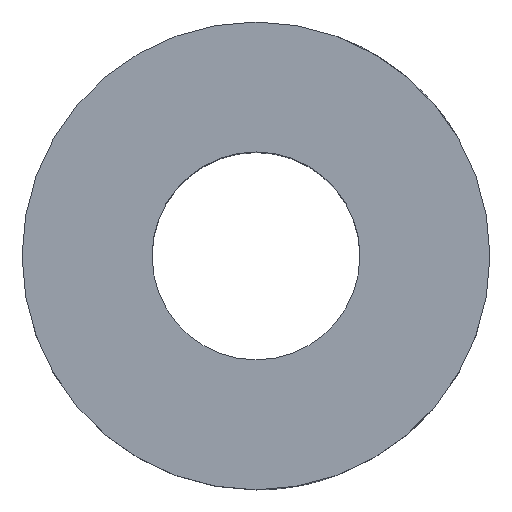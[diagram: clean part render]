
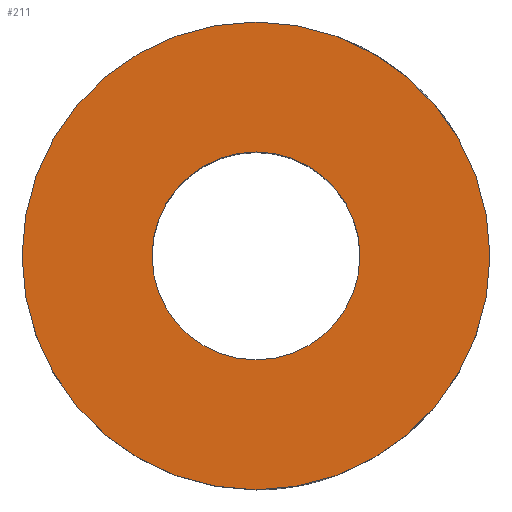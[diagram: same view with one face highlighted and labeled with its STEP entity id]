
A CAD part, top view. The second image highlights one B-rep face of the part: STEP entity #211.
In plain terms, the highlighted planar face has unit normal (0, 0, 1).
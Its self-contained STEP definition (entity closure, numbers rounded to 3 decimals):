
#55 = EDGE_LOOP ( 'NONE', ( #1499, #1549 ) ) ;
#83 = VERTEX_POINT ( 'NONE', #1013 ) ;
#86 = EDGE_CURVE ( 'NONE', #1470, #83, #244, .T. ) ;
#211 = ADVANCED_FACE ( 'NONE', ( #473, #474 ), #477, .F. ) ;
#244 = CIRCLE ( 'NONE', #246, 14. ) ;
#246 = AXIS2_PLACEMENT_3D ( 'NONE', #247, #248, #249 ) ;
#247 = CARTESIAN_POINT ( 'NONE',  ( 0., 0., 0. ) ) ;
#248 = DIRECTION ( 'NONE',  ( 0., 0., 1. ) ) ;
#249 = DIRECTION ( 'NONE',  ( 0., -1., 0. ) ) ;
#473 = FACE_BOUND ( 'NONE', #1463, .T. ) ;
#474 = FACE_OUTER_BOUND ( 'NONE', #55, .T. ) ;
#477 = PLANE ( 'NONE',  #478 ) ;
#478 = AXIS2_PLACEMENT_3D ( 'NONE', #479, #480, #481 ) ;
#479 = CARTESIAN_POINT ( 'NONE',  ( 0., 31.5, 0. ) ) ;
#480 = DIRECTION ( 'NONE',  ( 0., 0., -1. ) ) ;
#481 = DIRECTION ( 'NONE',  ( 0., 1., 0. ) ) ;
#482 = CIRCLE ( 'NONE', #483, 31.5 ) ;
#483 = AXIS2_PLACEMENT_3D ( 'NONE', #484, #485, #486 ) ;
#484 = CARTESIAN_POINT ( 'NONE',  ( 0., 0., 0. ) ) ;
#485 = DIRECTION ( 'NONE',  ( 0., 0., 1. ) ) ;
#486 = DIRECTION ( 'NONE',  ( 0., -1., 0. ) ) ;
#737 = CARTESIAN_POINT ( 'NONE',  ( 0., -31.5, 0. ) ) ;
#785 = CIRCLE ( 'NONE', #786, 31.5 ) ;
#786 = AXIS2_PLACEMENT_3D ( 'NONE', #787, #788, #789 ) ;
#787 = CARTESIAN_POINT ( 'NONE',  ( 0., 0., 0. ) ) ;
#788 = DIRECTION ( 'NONE',  ( 0., 0., 1. ) ) ;
#789 = DIRECTION ( 'NONE',  ( 0., -1., 0. ) ) ;
#902 = CARTESIAN_POINT ( 'NONE',  ( 0., 31.5, 0. ) ) ;
#915 = CIRCLE ( 'NONE', #916, 14. ) ;
#916 = AXIS2_PLACEMENT_3D ( 'NONE', #917, #918, #919 ) ;
#917 = CARTESIAN_POINT ( 'NONE',  ( 0., 0., 0. ) ) ;
#918 = DIRECTION ( 'NONE',  ( 0., 0., 1. ) ) ;
#919 = DIRECTION ( 'NONE',  ( 0., -1., 0. ) ) ;
#985 = CARTESIAN_POINT ( 'NONE',  ( 0., -14., 0. ) ) ;
#1013 = CARTESIAN_POINT ( 'NONE',  ( 0., 14., 0. ) ) ;
#1335 = ORIENTED_EDGE ( 'NONE', *, *, #86, .F. ) ;
#1434 = ORIENTED_EDGE ( 'NONE', *, *, #1451, .F. ) ;
#1451 = EDGE_CURVE ( 'NONE', #83, #1470, #915, .T. ) ;
#1463 = EDGE_LOOP ( 'NONE', ( #1335, #1434 ) ) ;
#1470 = VERTEX_POINT ( 'NONE', #985 ) ;
#1499 = ORIENTED_EDGE ( 'NONE', *, *, #1514, .T. ) ;
#1514 = EDGE_CURVE ( 'NONE', #1540, #1621, #482, .T. ) ;
#1540 = VERTEX_POINT ( 'NONE', #737 ) ;
#1544 = EDGE_CURVE ( 'NONE', #1621, #1540, #785, .T. ) ;
#1549 = ORIENTED_EDGE ( 'NONE', *, *, #1544, .T. ) ;
#1621 = VERTEX_POINT ( 'NONE', #902 ) ;
